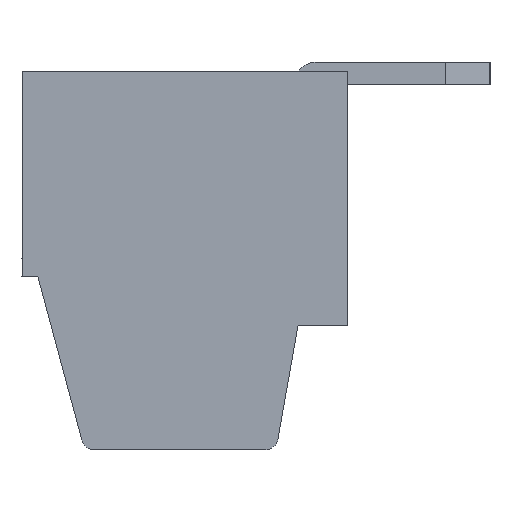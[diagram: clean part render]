
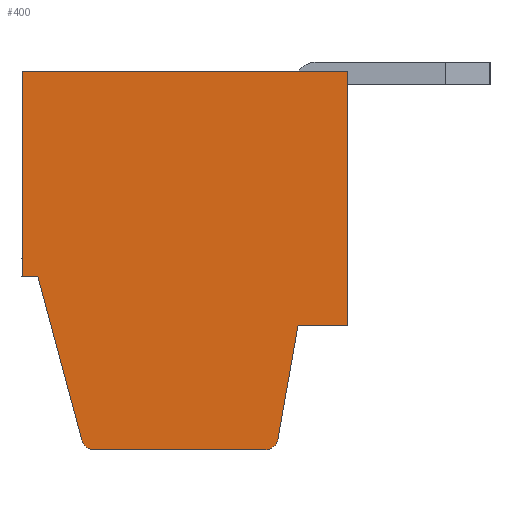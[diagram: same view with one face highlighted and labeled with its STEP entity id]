
A CAD part, left-side view. The second image highlights one B-rep face of the part: STEP entity #400.
In plain terms, the highlighted planar face has unit normal (-1, 0, 0).
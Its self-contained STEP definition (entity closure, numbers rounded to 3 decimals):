
#400 = ADVANCED_FACE( '', ( #952 ), #953, .T. );
#952 = FACE_OUTER_BOUND( '', #1665, .T. );
#953 = PLANE( '', #1666 );
#1665 = EDGE_LOOP( '', ( #2785, #2786, #2787, #2788, #2789, #2790, #2791, #2792, #2793, #2794 ) );
#1666 = AXIS2_PLACEMENT_3D( '', #2795, #2796, #2797 );
#2785 = ORIENTED_EDGE( '', *, *, #4014, .T. );
#2786 = ORIENTED_EDGE( '', *, *, #4230, .T. );
#2787 = ORIENTED_EDGE( '', *, *, #3879, .T. );
#2788 = ORIENTED_EDGE( '', *, *, #4231, .T. );
#2789 = ORIENTED_EDGE( '', *, *, #4232, .T. );
#2790 = ORIENTED_EDGE( '', *, *, #3965, .T. );
#2791 = ORIENTED_EDGE( '', *, *, #4142, .T. );
#2792 = ORIENTED_EDGE( '', *, *, #4233, .T. );
#2793 = ORIENTED_EDGE( '', *, *, #4234, .T. );
#2794 = ORIENTED_EDGE( '', *, *, #4043, .T. );
#2795 = CARTESIAN_POINT( '', ( 165.647, 184.734, -4.2 ) );
#2796 = DIRECTION( '', ( -1., 0., 0. ) );
#2797 = DIRECTION( '', ( 0., -1., 0. ) );
#3879 = EDGE_CURVE( '', #4555, #4560, #4562, .T. );
#3965 = EDGE_CURVE( '', #4707, #4712, #4714, .T. );
#4014 = EDGE_CURVE( '', #4785, #4790, #4792, .T. );
#4043 = EDGE_CURVE( '', #4836, #4785, #4840, .T. );
#4142 = EDGE_CURVE( '', #4712, #5000, #5002, .T. );
#4230 = EDGE_CURVE( '', #4790, #4555, #5134, .T. );
#4231 = EDGE_CURVE( '', #4560, #5135, #5136, .T. );
#4232 = EDGE_CURVE( '', #5135, #4707, #5137, .T. );
#4233 = EDGE_CURVE( '', #5000, #5138, #5139, .T. );
#4234 = EDGE_CURVE( '', #5138, #4836, #5140, .T. );
#4555 = VERTEX_POINT( '', #5551 );
#4560 = VERTEX_POINT( '', #5558 );
#4562 = LINE( '', #5561, #5562 );
#4707 = VERTEX_POINT( '', #5760 );
#4712 = VERTEX_POINT( '', #5767 );
#4714 = LINE( '', #5770, #5771 );
#4785 = VERTEX_POINT( '', #5863 );
#4790 = VERTEX_POINT( '', #5870 );
#4792 = LINE( '', #5873, #5874 );
#4836 = VERTEX_POINT( '', #5935 );
#4840 = LINE( '', #5941, #5942 );
#5000 = VERTEX_POINT( '', #6165 );
#5002 = LINE( '', #6168, #6169 );
#5134 = CIRCLE( '', #6353, 0.3 );
#5135 = VERTEX_POINT( '', #6354 );
#5136 = CIRCLE( '', #6355, 0.3 );
#5137 = LINE( '', #6356, #6357 );
#5138 = VERTEX_POINT( '', #6358 );
#5139 = LINE( '', #6359, #6360 );
#5140 = LINE( '', #6361, #6362 );
#5551 = CARTESIAN_POINT( '', ( 165.647, 183.104, -8.5 ) );
#5558 = CARTESIAN_POINT( '', ( 165.647, 179.286, -8.5 ) );
#5561 = CARTESIAN_POINT( '', ( 165.647, 179.286, -8.5 ) );
#5562 = VECTOR( '', #6918, 1000. );
#5760 = CARTESIAN_POINT( '', ( 165.647, 178.541, -5.7 ) );
#5767 = CARTESIAN_POINT( '', ( 165.647, 177.434, -5.7 ) );
#5770 = CARTESIAN_POINT( '', ( 165.647, 177.434, -5.7 ) );
#5771 = VECTOR( '', #7014, 1000. );
#5863 = CARTESIAN_POINT( '', ( 165.647, 184.379, -4.6 ) );
#5870 = CARTESIAN_POINT( '', ( 165.647, 183.394, -8.278 ) );
#5873 = CARTESIAN_POINT( '', ( 165.647, 183.394, -8.278 ) );
#5874 = VECTOR( '', #7069, 1000. );
#5935 = CARTESIAN_POINT( '', ( 165.647, 184.734, -4.6 ) );
#5941 = CARTESIAN_POINT( '', ( 165.647, 184.379, -4.6 ) );
#5942 = VECTOR( '', #7101, 1000. );
#6165 = CARTESIAN_POINT( '', ( 165.647, 177.434, 0. ) );
#6168 = CARTESIAN_POINT( '', ( 165.647, 177.434, 0. ) );
#6169 = VECTOR( '', #7202, 1000. );
#6353 = AXIS2_PLACEMENT_3D( '', #7291, #7292, #7293 );
#6354 = CARTESIAN_POINT( '', ( 165.647, 178.991, -8.252 ) );
#6355 = AXIS2_PLACEMENT_3D( '', #7294, #7295, #7296 );
#6356 = CARTESIAN_POINT( '', ( 165.647, 178.541, -5.7 ) );
#6357 = VECTOR( '', #7297, 1000. );
#6358 = CARTESIAN_POINT( '', ( 165.647, 184.734, 0. ) );
#6359 = CARTESIAN_POINT( '', ( 165.647, 184.734, 0. ) );
#6360 = VECTOR( '', #7298, 1000. );
#6361 = CARTESIAN_POINT( '', ( 165.647, 184.734, -4.6 ) );
#6362 = VECTOR( '', #7299, 1000. );
#6918 = DIRECTION( '', ( 0., -1., 0. ) );
#7014 = DIRECTION( '', ( 0., -1., 0. ) );
#7069 = DIRECTION( '', ( 0., -0.259, -0.966 ) );
#7101 = DIRECTION( '', ( 0., -1., 0. ) );
#7202 = DIRECTION( '', ( 0., 0., 1. ) );
#7291 = CARTESIAN_POINT( '', ( 165.647, 183.104, -8.2 ) );
#7292 = DIRECTION( '', ( -1., 0., 0. ) );
#7293 = DIRECTION( '', ( 0., -1., 0. ) );
#7294 = CARTESIAN_POINT( '', ( 165.647, 179.286, -8.2 ) );
#7295 = DIRECTION( '', ( -1., 0., 0. ) );
#7296 = DIRECTION( '', ( 0., -1., 0. ) );
#7297 = DIRECTION( '', ( 0., -0.174, 0.985 ) );
#7298 = DIRECTION( '', ( 0., 1., 0. ) );
#7299 = DIRECTION( '', ( 0., 0., -1. ) );
